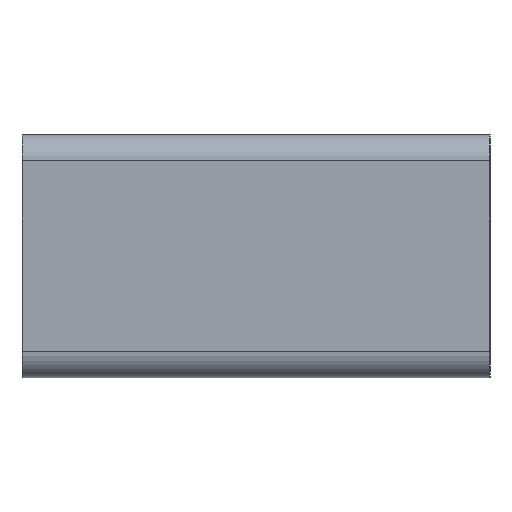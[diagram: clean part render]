
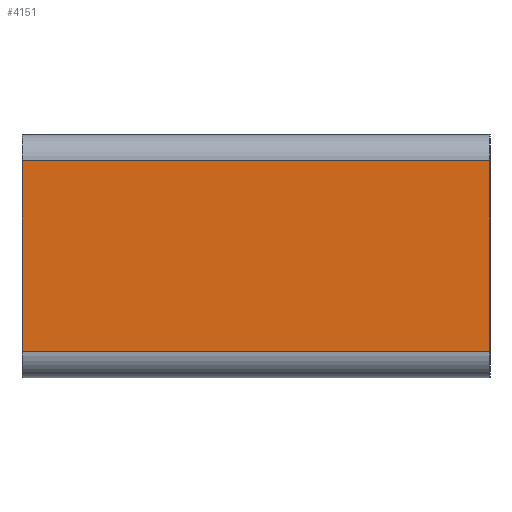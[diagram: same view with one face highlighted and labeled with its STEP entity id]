
A CAD part, left-side view. The second image highlights one B-rep face of the part: STEP entity #4151.
In plain terms, the highlighted planar face has unit normal (-1, 0, 0).
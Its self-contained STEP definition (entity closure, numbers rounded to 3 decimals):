
#3872 = VERTEX_POINT('',#3873);
#3873 = CARTESIAN_POINT('',(-1.,0.625,0.07));
#3880 = EDGE_CURVE('',#3872,#3881,#3883,.T.);
#3881 = VERTEX_POINT('',#3882);
#3882 = CARTESIAN_POINT('',(-1.,0.625,0.58));
#3883 = LINE('',#3884,#3885);
#3884 = CARTESIAN_POINT('',(-1.,0.625,0.));
#3885 = VECTOR('',#3886,1.);
#3886 = DIRECTION('',(0.,0.,1.));
#4131 = VERTEX_POINT('',#4132);
#4132 = CARTESIAN_POINT('',(-1.,-0.625,0.58));
#4141 = EDGE_CURVE('',#4131,#3881,#4142,.T.);
#4142 = LINE('',#4143,#4144);
#4143 = CARTESIAN_POINT('',(-1.,-0.625,0.58));
#4144 = VECTOR('',#4145,1.);
#4145 = DIRECTION('',(0.,1.,0.));
#4151 = ADVANCED_FACE('',(#4152),#4170,.T.);
#4152 = FACE_BOUND('',#4153,.T.);
#4153 = EDGE_LOOP('',(#4154,#4162,#4163,#4164));
#4154 = ORIENTED_EDGE('',*,*,#4155,.T.);
#4155 = EDGE_CURVE('',#4156,#4131,#4158,.T.);
#4156 = VERTEX_POINT('',#4157);
#4157 = CARTESIAN_POINT('',(-1.,-0.625,0.07));
#4158 = LINE('',#4159,#4160);
#4159 = CARTESIAN_POINT('',(-1.,-0.625,0.));
#4160 = VECTOR('',#4161,1.);
#4161 = DIRECTION('',(0.,0.,1.));
#4162 = ORIENTED_EDGE('',*,*,#4141,.T.);
#4163 = ORIENTED_EDGE('',*,*,#3880,.F.);
#4164 = ORIENTED_EDGE('',*,*,#4165,.F.);
#4165 = EDGE_CURVE('',#4156,#3872,#4166,.T.);
#4166 = LINE('',#4167,#4168);
#4167 = CARTESIAN_POINT('',(-1.,-0.625,0.07));
#4168 = VECTOR('',#4169,1.);
#4169 = DIRECTION('',(0.,1.,0.));
#4170 = PLANE('',#4171);
#4171 = AXIS2_PLACEMENT_3D('',#4172,#4173,#4174);
#4172 = CARTESIAN_POINT('',(-1.,-0.625,0.));
#4173 = DIRECTION('',(-1.,0.,0.));
#4174 = DIRECTION('',(0.,1.,0.));
